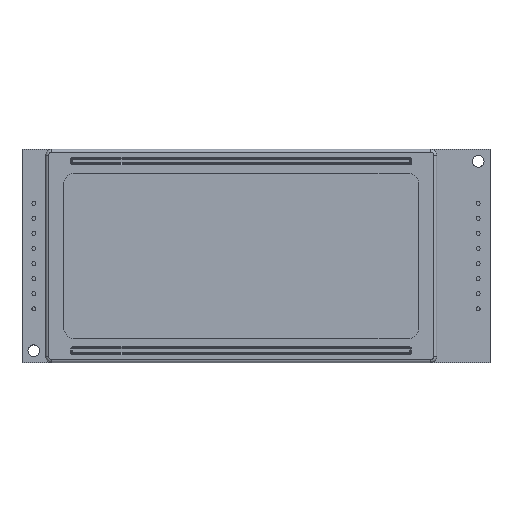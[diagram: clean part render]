
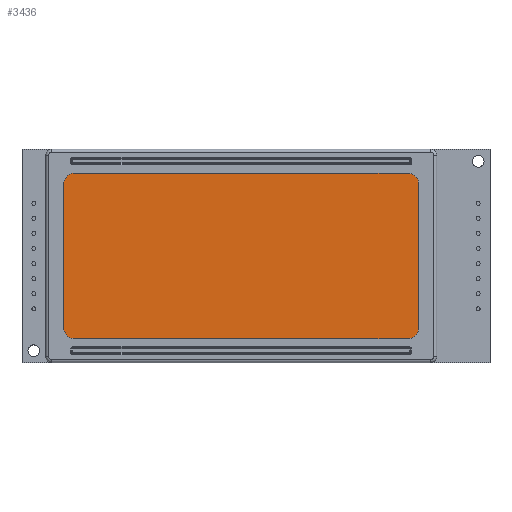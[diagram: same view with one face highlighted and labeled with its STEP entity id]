
A CAD part, top view. The second image highlights one B-rep face of the part: STEP entity #3436.
In plain terms, the highlighted planar face has unit normal (0, 0, 1).
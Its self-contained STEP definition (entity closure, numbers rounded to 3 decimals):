
#3318 = VERTEX_POINT('',#3319);
#3319 = CARTESIAN_POINT('',(5.,-20.86,12.));
#3325 = EDGE_CURVE('',#3326,#3318,#3328,.T.);
#3326 = VERTEX_POINT('',#3327);
#3327 = CARTESIAN_POINT('',(5.,3.14,12.));
#3328 = LINE('',#3329,#3330);
#3329 = CARTESIAN_POINT('',(5.,5.14,12.));
#3330 = VECTOR('',#3331,1.);
#3331 = DIRECTION('',(0.,-1.,0.));
#3347 = EDGE_CURVE('',#3348,#3350,#3352,.T.);
#3348 = VERTEX_POINT('',#3349);
#3349 = CARTESIAN_POINT('',(63.,5.14,12.));
#3350 = VERTEX_POINT('',#3351);
#3351 = CARTESIAN_POINT('',(7.,5.14,12.));
#3352 = LINE('',#3353,#3354);
#3353 = CARTESIAN_POINT('',(5.,5.14,12.));
#3354 = VECTOR('',#3355,1.);
#3355 = DIRECTION('',(-1.,0.,0.));
#3378 = EDGE_CURVE('',#3379,#3381,#3383,.T.);
#3379 = VERTEX_POINT('',#3380);
#3380 = CARTESIAN_POINT('',(65.,-20.86,12.));
#3381 = VERTEX_POINT('',#3382);
#3382 = CARTESIAN_POINT('',(65.,3.14,12.));
#3383 = LINE('',#3384,#3385);
#3384 = CARTESIAN_POINT('',(65.,5.14,12.));
#3385 = VECTOR('',#3386,1.);
#3386 = DIRECTION('',(0.,1.,0.));
#3409 = EDGE_CURVE('',#3410,#3412,#3414,.T.);
#3410 = VERTEX_POINT('',#3411);
#3411 = CARTESIAN_POINT('',(7.,-22.86,12.));
#3412 = VERTEX_POINT('',#3413);
#3413 = CARTESIAN_POINT('',(63.,-22.86,12.));
#3414 = LINE('',#3415,#3416);
#3415 = CARTESIAN_POINT('',(5.,-22.86,12.));
#3416 = VECTOR('',#3417,1.);
#3417 = DIRECTION('',(1.,0.,0.));
#3436 = ADVANCED_FACE('',(#3437),#3471,.T.);
#3437 = FACE_BOUND('',#3438,.T.);
#3438 = EDGE_LOOP('',(#3439,#3440,#3447,#3448,#3455,#3456,#3463,#3464));
#3439 = ORIENTED_EDGE('',*,*,#3325,.T.);
#3440 = ORIENTED_EDGE('',*,*,#3441,.T.);
#3441 = EDGE_CURVE('',#3318,#3410,#3442,.T.);
#3442 = CIRCLE('',#3443,2.);
#3443 = AXIS2_PLACEMENT_3D('',#3444,#3445,#3446);
#3444 = CARTESIAN_POINT('',(7.,-20.86,12.));
#3445 = DIRECTION('',(0.,0.,1.));
#3446 = DIRECTION('',(1.,0.,0.));
#3447 = ORIENTED_EDGE('',*,*,#3409,.T.);
#3448 = ORIENTED_EDGE('',*,*,#3449,.T.);
#3449 = EDGE_CURVE('',#3412,#3379,#3450,.T.);
#3450 = CIRCLE('',#3451,2.);
#3451 = AXIS2_PLACEMENT_3D('',#3452,#3453,#3454);
#3452 = CARTESIAN_POINT('',(63.,-20.86,12.));
#3453 = DIRECTION('',(0.,0.,1.));
#3454 = DIRECTION('',(1.,0.,0.));
#3455 = ORIENTED_EDGE('',*,*,#3378,.T.);
#3456 = ORIENTED_EDGE('',*,*,#3457,.T.);
#3457 = EDGE_CURVE('',#3381,#3348,#3458,.T.);
#3458 = CIRCLE('',#3459,2.);
#3459 = AXIS2_PLACEMENT_3D('',#3460,#3461,#3462);
#3460 = CARTESIAN_POINT('',(63.,3.14,12.));
#3461 = DIRECTION('',(0.,0.,1.));
#3462 = DIRECTION('',(1.,0.,0.));
#3463 = ORIENTED_EDGE('',*,*,#3347,.T.);
#3464 = ORIENTED_EDGE('',*,*,#3465,.T.);
#3465 = EDGE_CURVE('',#3350,#3326,#3466,.T.);
#3466 = CIRCLE('',#3467,2.);
#3467 = AXIS2_PLACEMENT_3D('',#3468,#3469,#3470);
#3468 = CARTESIAN_POINT('',(7.,3.14,12.));
#3469 = DIRECTION('',(0.,0.,1.));
#3470 = DIRECTION('',(1.,0.,0.));
#3471 = PLANE('',#3472);
#3472 = AXIS2_PLACEMENT_3D('',#3473,#3474,#3475);
#3473 = CARTESIAN_POINT('',(37.5,-8.86,12.));
#3474 = DIRECTION('',(0.,0.,1.));
#3475 = DIRECTION('',(1.,0.,0.));
